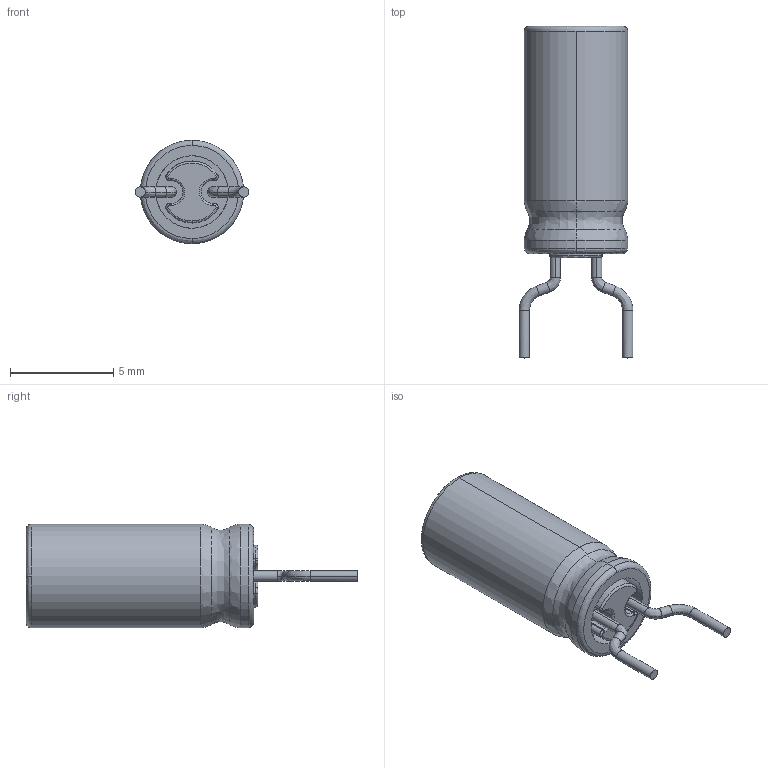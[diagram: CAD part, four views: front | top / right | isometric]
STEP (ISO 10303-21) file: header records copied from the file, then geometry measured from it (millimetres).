
FILE_DESCRIPTION (( 'STEP AP214' ), '1' );
FILE_NAME ('User Library-CAP_5X11_P5.STEP', '2018-04-10T01:20:20', ( '' ), ( '' ), 'SwSTEP 2.0', 'SolidWorks 2018', '' );
FILE_SCHEMA (( 'AUTOMOTIVE_DESIGN' ));
Length unit declared in the file: millimetre
Products named in the file (1): User Library-CAP_5X11_P5
Bounding box: 5.5 x 16.05 x 5 mm (x, y, z)
Volume: 209.9 mm3; surface area: 255.6 mm2
Topology: 1 solids, 1 shells, 98 faces, 232 edges, 140 vertices
Faces by surface type: cylinder 39, bspline 29, plane 22, torus 8
Entity records: 4566 total; most frequent: CARTESIAN_POINT 1393, ORIENTED_EDGE 464, DIRECTION 397, EDGE_CURVE 232, AXIS2_PLACEMENT_3D 165, VERTEX_POINT 140, EDGE_LOOP 102, UNCERTAINTY_MEASURE_WITH_UNIT 101
